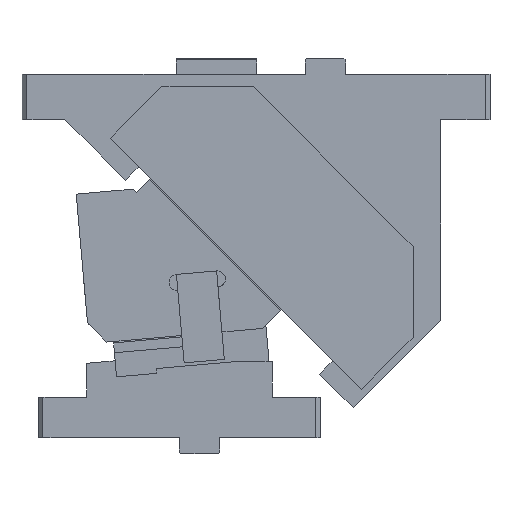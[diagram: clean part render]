
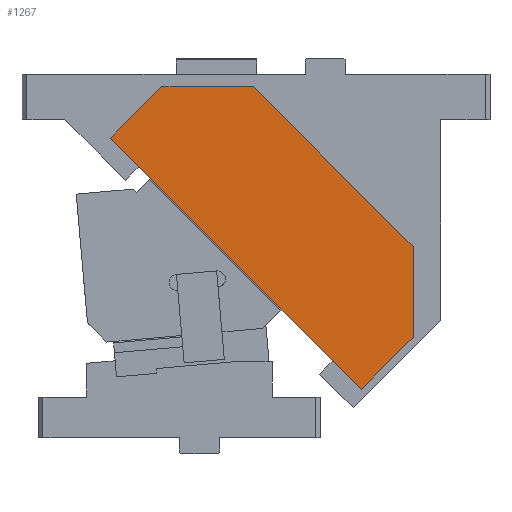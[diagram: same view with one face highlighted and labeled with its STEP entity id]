
A CAD part, left-side view. The second image highlights one B-rep face of the part: STEP entity #1267.
In plain terms, the highlighted planar face has unit normal (-1, 0, 0).
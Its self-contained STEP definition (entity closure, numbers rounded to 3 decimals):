
#1094=CARTESIAN_POINT('Vertex',(322.583,469.626,-7.583)) ;
#1097=CARTESIAN_POINT('Line Origine',(322.583,441.342,-7.583)) ;
#1101=CARTESIAN_POINT('Vertex',(322.583,413.058,-7.583)) ;
#1121=CARTESIAN_POINT('Line Origine',(322.583,485.536,-23.493)) ;
#1125=CARTESIAN_POINT('Vertex',(322.583,501.446,-39.402)) ;
#1152=CARTESIAN_POINT('Line Origine',(322.583,314.063,-134.862)) ;
#1156=CARTESIAN_POINT('Vertex',(322.583,314.063,-106.578)) ;
#1158=CARTESIAN_POINT('Vertex',(322.583,314.063,-163.146)) ;
#1198=CARTESIAN_POINT('Vertex',(322.583,345.883,-194.966)) ;
#1206=CARTESIAN_POINT('Line Origine',(322.583,329.973,-179.056)) ;
#1223=CARTESIAN_POINT('Line Origine',(322.583,423.664,-117.184)) ;
#1249=CARTESIAN_POINT('Axis2P3D Location',(322.583,396.773,-90.293)) ;
#1254=CARTESIAN_POINT('Line Origine',(322.583,363.56,-57.08)) ;
#1098=DIRECTION('Vector Direction',(0.,-1.,0.)) ;
#1122=DIRECTION('Vector Direction',(0.,-0.707,0.707)) ;
#1153=DIRECTION('Vector Direction',(0.,0.,-1.)) ;
#1207=DIRECTION('Vector Direction',(0.,-0.707,0.707)) ;
#1224=DIRECTION('Vector Direction',(0.,-0.707,-0.707)) ;
#1250=DIRECTION('Axis2P3D Direction',(1.,0.,-0.)) ;
#1251=DIRECTION('Axis2P3D XDirection',(0.,0.707,0.707)) ;
#1255=DIRECTION('Vector Direction',(0.,-0.707,-0.707)) ;
#1252=AXIS2_PLACEMENT_3D('Plane Axis2P3D',#1249,#1250,#1251) ;
#1260=ORIENTED_EDGE('',*,*,#1258,.F.) ;
#1261=ORIENTED_EDGE('',*,*,#1103,.F.) ;
#1262=ORIENTED_EDGE('',*,*,#1127,.F.) ;
#1263=ORIENTED_EDGE('',*,*,#1227,.T.) ;
#1264=ORIENTED_EDGE('',*,*,#1210,.T.) ;
#1265=ORIENTED_EDGE('',*,*,#1160,.F.) ;
#1099=VECTOR('Line Direction',#1098,1.) ;
#1123=VECTOR('Line Direction',#1122,1.) ;
#1154=VECTOR('Line Direction',#1153,1.) ;
#1208=VECTOR('Line Direction',#1207,1.) ;
#1225=VECTOR('Line Direction',#1224,1.) ;
#1256=VECTOR('Line Direction',#1255,1.) ;
#1267=ADVANCED_FACE('CAM HOLDER',(#1266),#1253,.F.) ;
#1103=EDGE_CURVE('',#1095,#1102,#1100,.T.) ;
#1127=EDGE_CURVE('',#1126,#1095,#1124,.T.) ;
#1160=EDGE_CURVE('',#1157,#1159,#1155,.T.) ;
#1210=EDGE_CURVE('',#1199,#1159,#1209,.T.) ;
#1227=EDGE_CURVE('',#1126,#1199,#1226,.T.) ;
#1258=EDGE_CURVE('',#1102,#1157,#1257,.T.) ;
#1259=EDGE_LOOP('',(#1260,#1261,#1262,#1263,#1264,#1265)) ;
#1266=FACE_OUTER_BOUND('',#1259,.T.) ;
#1100=LINE('Line',#1097,#1099) ;
#1124=LINE('Line',#1121,#1123) ;
#1155=LINE('Line',#1152,#1154) ;
#1209=LINE('Line',#1206,#1208) ;
#1226=LINE('Line',#1223,#1225) ;
#1257=LINE('Line',#1254,#1256) ;
#1253=PLANE('Plane',#1252) ;
#1095=VERTEX_POINT('',#1094) ;
#1102=VERTEX_POINT('',#1101) ;
#1126=VERTEX_POINT('',#1125) ;
#1157=VERTEX_POINT('',#1156) ;
#1159=VERTEX_POINT('',#1158) ;
#1199=VERTEX_POINT('',#1198) ;
